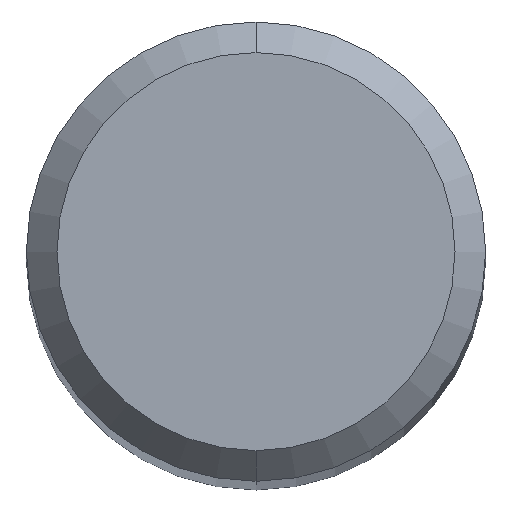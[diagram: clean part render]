
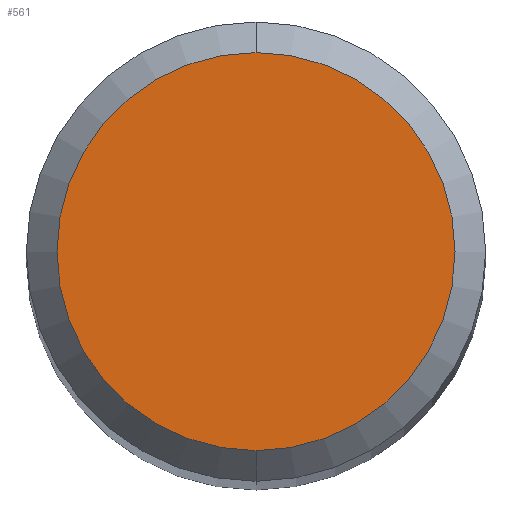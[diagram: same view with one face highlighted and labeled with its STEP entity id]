
A CAD part, top view. The second image highlights one B-rep face of the part: STEP entity #561.
In plain terms, the highlighted planar face has unit normal (0, 0, 1).
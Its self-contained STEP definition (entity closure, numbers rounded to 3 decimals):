
#381=EDGE_CURVE('',#651,#791,#962,.T.);
#561=ADVANCED_FACE('',(#1159),#1160,.T.);
#651=VERTEX_POINT('',#1258);
#791=VERTEX_POINT('',#1405);
#827=EDGE_CURVE('',#791,#651,#1450,.T.);
#962=CIRCLE('',#1814,2.6);
#1159=FACE_OUTER_BOUND('',#2798,.T.);
#1160=PLANE('',#2799);
#1258=CARTESIAN_POINT('',(0.0,2.6,0.0));
#1405=CARTESIAN_POINT('',(0.,-2.6,0.0));
#1450=CIRCLE('',#4103,2.6);
#1814=AXIS2_PLACEMENT_3D('',#4382,#4383,#4384);
#2798=EDGE_LOOP('',(#4597,#4598));
#2799=AXIS2_PLACEMENT_3D('',#4599,#4600,#4601);
#4103=AXIS2_PLACEMENT_3D('',#4927,#4928,#4929);
#4382=CARTESIAN_POINT('',(0.0,0.0,0.0));
#4383=DIRECTION('',(0.0,0.0,-1.0));
#4384=DIRECTION('',(0.0,1.0,0.0));
#4597=ORIENTED_EDGE('',*,*,#381,.F.);
#4598=ORIENTED_EDGE('',*,*,#827,.F.);
#4599=CARTESIAN_POINT('',(0.0,1.3,0.0));
#4600=DIRECTION('',(-0.0,0.0,1.0));
#4601=DIRECTION('',(0.0,-1.0,0.0));
#4927=CARTESIAN_POINT('',(0.0,0.0,0.0));
#4928=DIRECTION('',(0.0,0.0,-1.0));
#4929=DIRECTION('',(0.0,1.0,0.0));
